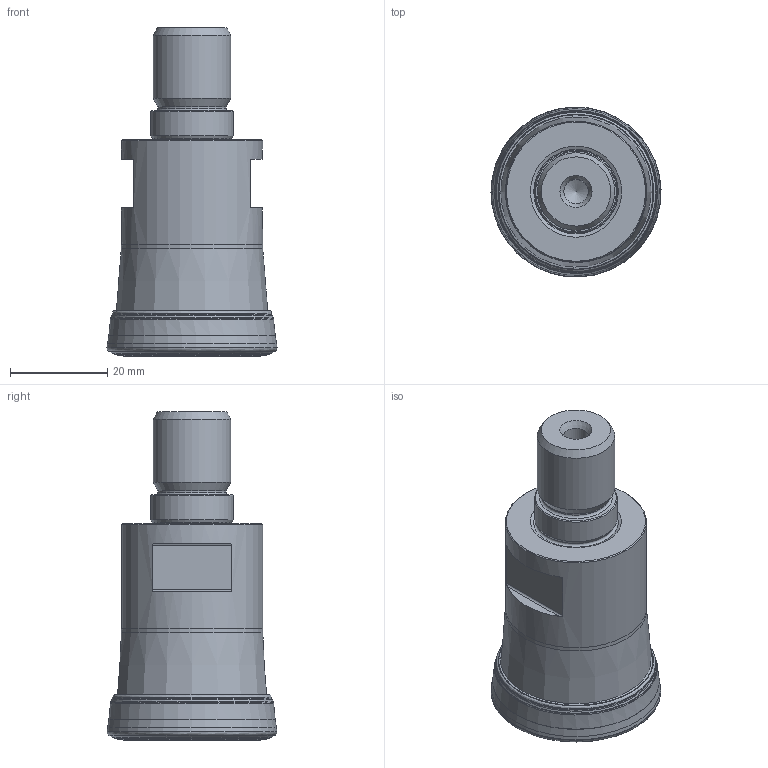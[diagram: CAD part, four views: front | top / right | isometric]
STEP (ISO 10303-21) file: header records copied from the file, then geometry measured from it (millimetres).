
FILE_DESCRIPTION(/* description */ (''),/* implementation_level */ '2;1');
FILE_NAME(/* name */ 'E-catalog-MHF-ENMX06-D137Z5M16.stp',/* time_stamp */ '2023-06-02T11:19:45+09:00',/* author */ (''),/* organization */ (''),/* preprocessor_version */ 'ST-DEVELOPER v16',/* originating_system */ 'SIEMENS PLM Software NX 10.0',/* authorisation */ '');
FILE_SCHEMA (('AP203_CONFIGURATION_CONTROLLED_3D_DESIGN_OF_MECHANICAL_PARTS_AND_ASSEMBLIES_MIM_LF { 1 0 10303 403 2 1 2}'));
Length unit declared in the file: millimetre
Products named in the file (1): 10222F54F831lo8f
Bounding box: 34.95 x 34.93 x 67.45 mm (x, y, z)
Volume: 33304.3 mm3; surface area: 10104.5 mm2
Topology: 1 solids, 7 shells, 103 faces, 319 edges, 291 vertices
Faces by surface type: revolution 64, cone 12, plane 11, cylinder 10, torus 4, bspline 2
Full cylindrical faces by diameter (mm): 1.6 x1, 5 x1, 14 x1, 15.962 x1, 17 x1, 29 x1
Entity records: 3451 total; most frequent: CARTESIAN_POINT 1524, DIRECTION 338, ORIENTED_EDGE 228, EDGE_LOOP 192, FACE_BOUND 184, AXIS2_PLACEMENT_3D 128, B_SPLINE_CURVE_WITH_KNOTS 127, EDGE_CURVE 114
